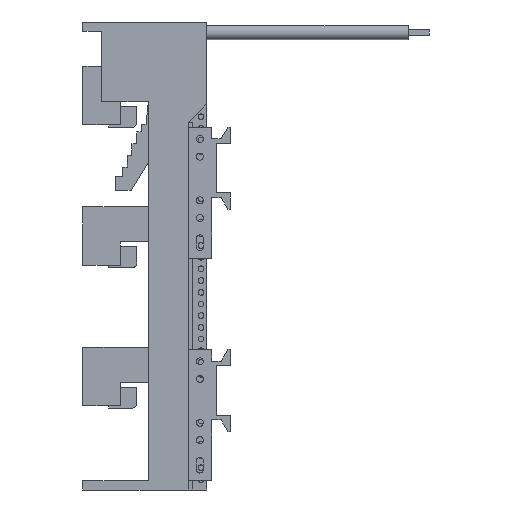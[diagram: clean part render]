
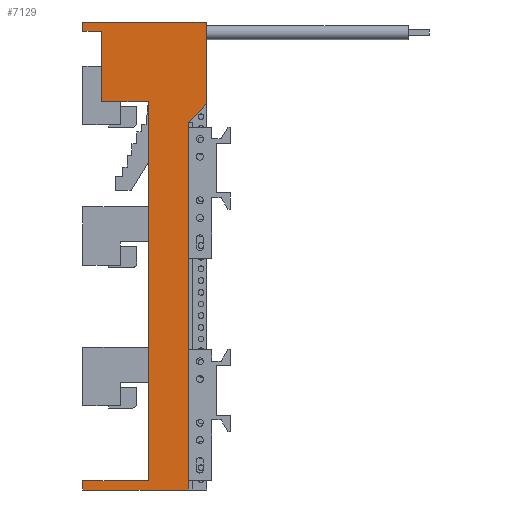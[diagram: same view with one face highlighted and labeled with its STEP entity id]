
A CAD part, left-side view. The second image highlights one B-rep face of the part: STEP entity #7129.
In plain terms, the highlighted face is planar.
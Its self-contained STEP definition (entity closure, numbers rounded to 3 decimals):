
#278=LINE('',#14614,#741);
#296=LINE('',#14782,#759);
#311=LINE('',#14810,#774);
#312=LINE('',#14812,#775);
#313=LINE('',#14813,#776);
#314=LINE('',#14815,#777);
#315=LINE('',#14817,#778);
#316=LINE('',#14819,#779);
#317=LINE('',#14821,#780);
#318=LINE('',#14823,#781);
#319=LINE('',#14825,#782);
#320=LINE('',#14827,#783);
#741=VECTOR('',#11860,1000.);
#759=VECTOR('',#12016,1000.);
#774=VECTOR('',#12035,1000.);
#775=VECTOR('',#12036,1000.);
#776=VECTOR('',#12037,1000.);
#777=VECTOR('',#12038,1000.);
#778=VECTOR('',#12039,1000.);
#779=VECTOR('',#12040,1000.);
#780=VECTOR('',#12041,1000.);
#781=VECTOR('',#12042,1000.);
#782=VECTOR('',#12043,1000.);
#783=VECTOR('',#12044,1000.);
#1288=PLANE('',#10448);
#2479=ORIENTED_EDGE('',*,*,#3875,.T.);
#2480=ORIENTED_EDGE('',*,*,#3876,.T.);
#2481=ORIENTED_EDGE('',*,*,#3860,.T.);
#2482=ORIENTED_EDGE('',*,*,#3877,.T.);
#2483=ORIENTED_EDGE('',*,*,#3878,.T.);
#2484=ORIENTED_EDGE('',*,*,#3879,.T.);
#2485=ORIENTED_EDGE('',*,*,#3880,.T.);
#2486=ORIENTED_EDGE('',*,*,#3881,.T.);
#2487=ORIENTED_EDGE('',*,*,#3882,.T.);
#2488=ORIENTED_EDGE('',*,*,#3883,.T.);
#2489=ORIENTED_EDGE('',*,*,#3884,.T.);
#2490=ORIENTED_EDGE('',*,*,#3776,.T.);
#3776=EDGE_CURVE('',#4534,#4533,#278,.T.);
#3860=EDGE_CURVE('',#4615,#4614,#296,.T.);
#3875=EDGE_CURVE('',#4533,#4626,#311,.T.);
#3876=EDGE_CURVE('',#4626,#4615,#312,.T.);
#3877=EDGE_CURVE('',#4614,#4627,#313,.T.);
#3878=EDGE_CURVE('',#4627,#4628,#314,.T.);
#3879=EDGE_CURVE('',#4628,#4629,#315,.T.);
#3880=EDGE_CURVE('',#4629,#4630,#316,.T.);
#3881=EDGE_CURVE('',#4630,#4631,#317,.T.);
#3882=EDGE_CURVE('',#4631,#4632,#318,.T.);
#3883=EDGE_CURVE('',#4632,#4633,#319,.T.);
#3884=EDGE_CURVE('',#4633,#4534,#320,.T.);
#4533=VERTEX_POINT('',#14613);
#4534=VERTEX_POINT('',#14615);
#4614=VERTEX_POINT('',#14781);
#4615=VERTEX_POINT('',#14783);
#4626=VERTEX_POINT('',#14811);
#4627=VERTEX_POINT('',#14814);
#4628=VERTEX_POINT('',#14816);
#4629=VERTEX_POINT('',#14818);
#4630=VERTEX_POINT('',#14820);
#4631=VERTEX_POINT('',#14822);
#4632=VERTEX_POINT('',#14824);
#4633=VERTEX_POINT('',#14826);
#5677=EDGE_LOOP('',(#2479,#2480,#2481,#2482,#2483,#2484,#2485,#2486,#2487,
#2488,#2489,#2490));
#6537=FACE_BOUND('',#5677,.T.);
#7129=ADVANCED_FACE('',(#6537),#1288,.T.);
#10448=AXIS2_PLACEMENT_3D('',#14809,#12033,#12034);
#11860=DIRECTION('',(1.,0.,0.));
#12016=DIRECTION('',(0.,1.,0.));
#12033=DIRECTION('',(0.,0.,1.));
#12034=DIRECTION('',(1.,0.,0.));
#12035=DIRECTION('',(0.,1.,0.));
#12036=DIRECTION('',(0.707,0.707,0.));
#12037=DIRECTION('',(-1.,0.,0.));
#12038=DIRECTION('',(0.,-1.,0.));
#12039=DIRECTION('',(1.,0.,0.));
#12040=DIRECTION('',(0.,-1.,0.));
#12041=DIRECTION('',(1.,0.,0.));
#12042=DIRECTION('',(0.,-1.,0.));
#12043=DIRECTION('',(-1.,0.,0.));
#12044=DIRECTION('',(0.,-1.,0.));
#14613=CARTESIAN_POINT('',(-8.,0.,22.5));
#14614=CARTESIAN_POINT('',(-53.,0.,22.5));
#14615=CARTESIAN_POINT('',(-53.,0.,22.5));
#14781=CARTESIAN_POINT('',(0.,200.,22.5));
#14782=CARTESIAN_POINT('',(0.,0.,22.5));
#14783=CARTESIAN_POINT('',(0.,165.,22.5));
#14809=CARTESIAN_POINT('',(0.,0.,22.5));
#14810=CARTESIAN_POINT('',(-8.,0.,22.5));
#14811=CARTESIAN_POINT('',(-8.,157.,22.5));
#14812=CARTESIAN_POINT('',(-82.5,82.5,22.5));
#14813=CARTESIAN_POINT('',(0.,200.,22.5));
#14814=CARTESIAN_POINT('',(-53.,200.,22.5));
#14815=CARTESIAN_POINT('',(-53.,200.,22.5));
#14816=CARTESIAN_POINT('',(-53.,196.,22.5));
#14817=CARTESIAN_POINT('',(-53.,196.,22.5));
#14818=CARTESIAN_POINT('',(-45.,196.,22.5));
#14819=CARTESIAN_POINT('',(-45.,196.,22.5));
#14820=CARTESIAN_POINT('',(-45.,166.,22.5));
#14821=CARTESIAN_POINT('',(-45.,166.,22.5));
#14822=CARTESIAN_POINT('',(-25.,166.,22.5));
#14823=CARTESIAN_POINT('',(-25.,166.,22.5));
#14824=CARTESIAN_POINT('',(-25.,4.,22.5));
#14825=CARTESIAN_POINT('',(-25.,4.,22.5));
#14826=CARTESIAN_POINT('',(-53.,4.,22.5));
#14827=CARTESIAN_POINT('',(-53.,4.,22.5));
